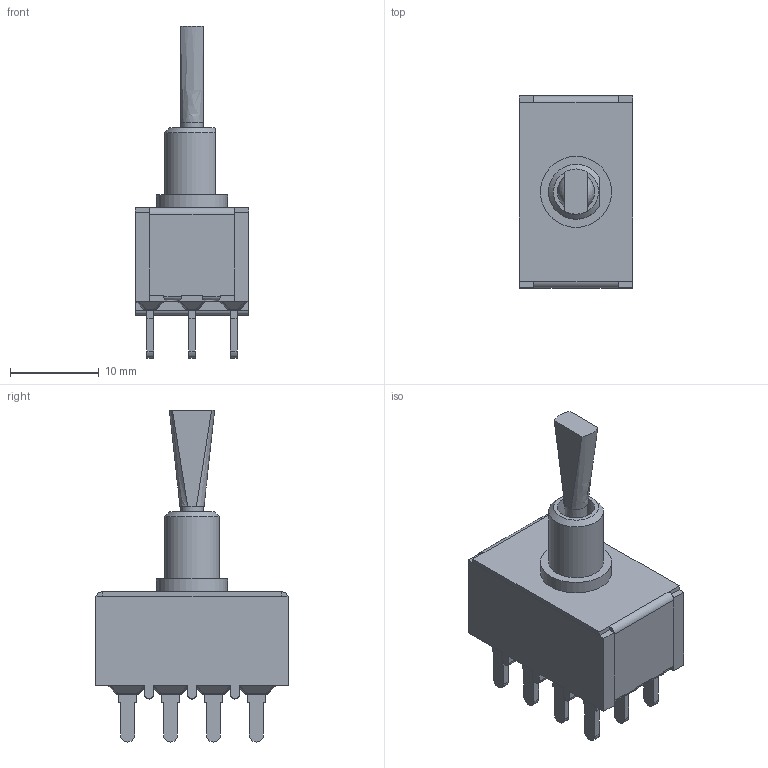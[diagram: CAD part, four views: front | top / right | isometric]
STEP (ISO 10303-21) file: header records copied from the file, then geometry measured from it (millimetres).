
FILE_DESCRIPTION(/* description */ (''),/* implementation_level */ '2;1');
FILE_NAME(/* name */ '1004PxT6B15M3xE.stp',/* time_stamp */ '2026-01-16T12:53:17-06:00',/* author */ ('jmeyers'),/* organization */ (''),/* preprocessor_version */ 'ST-DEVELOPER v18.1',/* originating_system */ 'Autodesk Inventor 2022',/* authorisation */ '');
FILE_SCHEMA (('AUTOMOTIVE_DESIGN { 1 0 10303 214 3 1 1 }'));
Length unit declared in the file: inch
Products named in the file (1): Part103
Bounding box: 12.7 x 21.59 x 37.31 mm (x, y, z)
Volume: 3433.9 mm3; surface area: 2190.3 mm2
Topology: 2 solids, 2 shells, 464 faces, 1196 edges, 705 vertices
Faces by surface type: plane 285, cylinder 125, sphere 50, cone 2, bspline 2
Full cylindrical faces by diameter (mm): 4.2 x2, 7.98 x1
Entity records: 13573 total; most frequent: CARTESIAN_POINT 2382, DIRECTION 2351, ORIENTED_EDGE 2294, EDGE_CURVE 1147, LINE 861, VECTOR 861, AXIS2_PLACEMENT_3D 745, VERTEX_POINT 705
